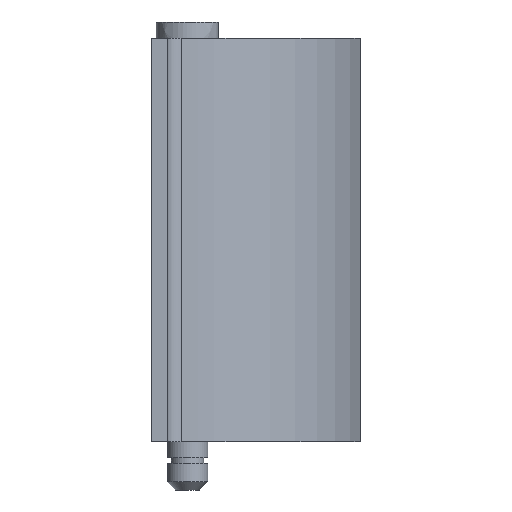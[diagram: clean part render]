
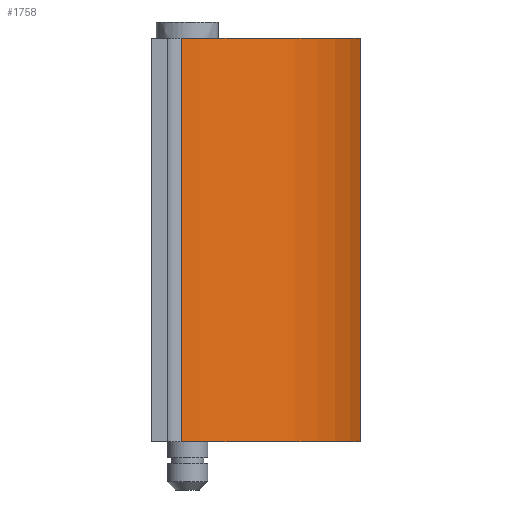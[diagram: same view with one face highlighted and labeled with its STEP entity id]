
A CAD part, left-side view. The second image highlights one B-rep face of the part: STEP entity #1758.
In plain terms, the highlighted free-form (B-spline) face has degree [1, 2] with [2, 3] control points.
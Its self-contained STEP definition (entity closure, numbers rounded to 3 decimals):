
#1292=CARTESIAN_POINT('',(-7.31,-21.417,6.0));
#1293=VERTEX_POINT('',#1292);
#1309=CARTESIAN_POINT('',(-27.837,0.753,6.0));
#1310=VERTEX_POINT('',#1309);
#1311=CARTESIAN_POINT('',(-7.31,-21.417,6.0));
#1312=CARTESIAN_POINT('',(-25.487,-17.659,6.0));
#1313=CARTESIAN_POINT('',(-27.837,0.753,6.0));
#1321=(BOUNDED_CURVE()B_SPLINE_CURVE(2,(#1311,#1312,#1313),.UNSPECIFIED.,.F.,.U.)CURVE()GEOMETRIC_REPRESENTATION_ITEM()QUASI_UNIFORM_CURVE()RATIONAL_B_SPLINE_CURVE((1.0,0.814,1.0))REPRESENTATION_ITEM(''));
#1322=EDGE_CURVE('',#1293,#1310,#1321,.T.);
#1382=CARTESIAN_POINT('',(-27.837,0.753,56.0));
#1383=VERTEX_POINT('',#1382);
#1397=CARTESIAN_POINT('',(-7.31,-21.417,56.0));
#1398=VERTEX_POINT('',#1397);
#1399=CARTESIAN_POINT('',(-7.31,-21.417,56.0));
#1400=CARTESIAN_POINT('',(-25.487,-17.659,56.));
#1401=CARTESIAN_POINT('',(-27.837,0.753,56.0));
#1409=(BOUNDED_CURVE()B_SPLINE_CURVE(2,(#1399,#1400,#1401),.UNSPECIFIED.,.F.,.U.)CURVE()GEOMETRIC_REPRESENTATION_ITEM()QUASI_UNIFORM_CURVE()RATIONAL_B_SPLINE_CURVE((1.0,0.814,1.0))REPRESENTATION_ITEM(''));
#1410=EDGE_CURVE('',#1398,#1383,#1409,.T.);
#1726=CARTESIAN_POINT('',(-7.31,-21.417,56.0));
#1727=CARTESIAN_POINT('',(-7.31,-21.417,6.0));
#1728=QUASI_UNIFORM_CURVE('',1,(#1726,#1727),.UNSPECIFIED.,.F.,.U.);
#1729=EDGE_CURVE('',#1398,#1293,#1728,.T.);
#1734=CARTESIAN_POINT('',(-27.864,0.978,57.25));
#1735=CARTESIAN_POINT('',(-27.864,0.978,4.719));
#1736=CARTESIAN_POINT('',(-25.517,-18.786,57.25));
#1737=CARTESIAN_POINT('',(-25.517,-18.786,4.719));
#1738=CARTESIAN_POINT('',(-5.825,-21.679,57.25));
#1739=CARTESIAN_POINT('',(-5.825,-21.679,4.719));
#1747=(BOUNDED_SURFACE()B_SPLINE_SURFACE(1,2,((#1734,#1736,#1738),(#1735,#1737,#1739)),.UNSPECIFIED.,.F.,.F.,.U.)B_SPLINE_SURFACE_WITH_KNOTS((2,2),(3,3),(0.0,52.531),(0.0,35.237),.UNSPECIFIED.)GEOMETRIC_REPRESENTATION_ITEM()RATIONAL_B_SPLINE_SURFACE(((1.0,0.794,0.999),(1.0,0.794,0.999)))REPRESENTATION_ITEM('')SURFACE());
#1748=ORIENTED_EDGE('',*,*,#1322,.F.);
#1749=ORIENTED_EDGE('',*,*,#1729,.F.);
#1750=ORIENTED_EDGE('',*,*,#1410,.T.);
#1751=CARTESIAN_POINT('',(-27.837,0.753,56.0));
#1752=CARTESIAN_POINT('',(-27.837,0.753,6.0));
#1753=QUASI_UNIFORM_CURVE('',1,(#1751,#1752),.UNSPECIFIED.,.F.,.U.);
#1754=EDGE_CURVE('',#1383,#1310,#1753,.T.);
#1755=ORIENTED_EDGE('',*,*,#1754,.T.);
#1756=EDGE_LOOP('',(#1748,#1749,#1750,#1755));
#1757=FACE_OUTER_BOUND('',#1756,.T.);
#1758=ADVANCED_FACE('',(#1757),#1747,.T.);
